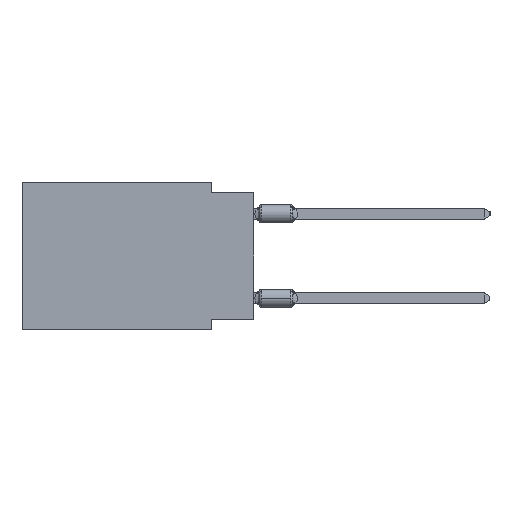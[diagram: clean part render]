
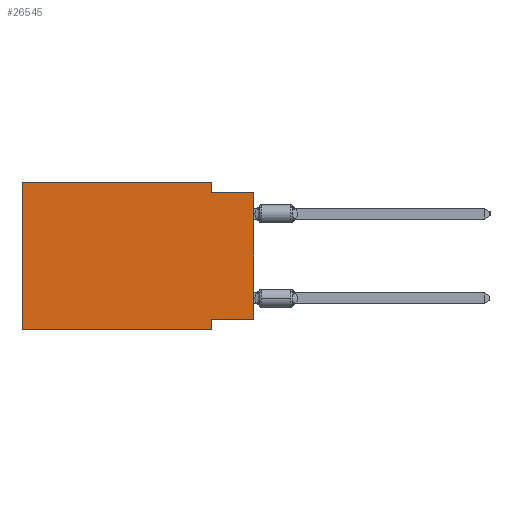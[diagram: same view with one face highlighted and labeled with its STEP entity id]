
A CAD part, left-side view. The second image highlights one B-rep face of the part: STEP entity #26545.
In plain terms, the highlighted planar face has unit normal (-1, 0, 0).
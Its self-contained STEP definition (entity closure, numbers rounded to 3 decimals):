
#357 = LINE ( 'NONE', #27726, #10935 ) ;
#605 = CARTESIAN_POINT ( 'NONE',  ( 0., 2.54, 0. ) ) ;
#609 = LINE ( 'NONE', #32647, #12526 ) ;
#822 = CARTESIAN_POINT ( 'NONE',  ( 0., 13.97, 0. ) ) ;
#1693 = EDGE_CURVE ( 'NONE', #9330, #48992, #30087, .T. ) ;
#1981 = EDGE_CURVE ( 'NONE', #8756, #9330, #40175, .T. ) ;
#2686 = CARTESIAN_POINT ( 'NONE',  ( 0., 0., -8.255 ) ) ;
#4662 = VECTOR ( 'NONE', #37262, 1000. ) ;
#6529 = FACE_OUTER_BOUND ( 'NONE', #15186, .T. ) ;
#7757 = DIRECTION ( 'NONE',  ( 0., 0., -1. ) ) ;
#8006 = CARTESIAN_POINT ( 'NONE',  ( 0., 2.54, -8.89 ) ) ;
#8166 = VERTEX_POINT ( 'NONE', #38409 ) ;
#8168 = DIRECTION ( 'NONE',  ( 0., -1., 0. ) ) ;
#8756 = VERTEX_POINT ( 'NONE', #47961 ) ;
#8851 = VECTOR ( 'NONE', #7757, 1000. ) ;
#9330 = VERTEX_POINT ( 'NONE', #51282 ) ;
#10702 = DIRECTION ( 'NONE',  ( 0., 0., -1. ) ) ;
#10935 = VECTOR ( 'NONE', #16242, 1000. ) ;
#11344 = LINE ( 'NONE', #30638, #27220 ) ;
#11654 = VECTOR ( 'NONE', #37877, 1000. ) ;
#12526 = VECTOR ( 'NONE', #8168, 1000. ) ;
#14612 = CARTESIAN_POINT ( 'NONE',  ( 0., 13.97, 0. ) ) ;
#15186 = EDGE_LOOP ( 'NONE', ( #23324, #33224, #33537, #40270, #35586, #23688, #31899, #23390 ) ) ;
#16242 = DIRECTION ( 'NONE',  ( 0., -1., 0. ) ) ;
#16718 = LINE ( 'NONE', #822, #4662 ) ;
#18886 = VERTEX_POINT ( 'NONE', #42150 ) ;
#23324 = ORIENTED_EDGE ( 'NONE', *, *, #25568, .T. ) ;
#23390 = ORIENTED_EDGE ( 'NONE', *, *, #38062, .F. ) ;
#23688 = ORIENTED_EDGE ( 'NONE', *, *, #44459, .T. ) ;
#24459 = EDGE_CURVE ( 'NONE', #38424, #18886, #16718, .T. ) ;
#25197 = EDGE_CURVE ( 'NONE', #8166, #40775, #31215, .T. ) ;
#25406 = CARTESIAN_POINT ( 'NONE',  ( 0., 0., -8.255 ) ) ;
#25568 = EDGE_CURVE ( 'NONE', #38782, #48992, #11344, .T. ) ;
#26191 = DIRECTION ( 'NONE',  ( 0., 1., 0. ) ) ;
#26545 = ADVANCED_FACE ( 'NONE', ( #6529 ), #50311, .F. ) ;
#27220 = VECTOR ( 'NONE', #51462, 1000. ) ;
#27726 = CARTESIAN_POINT ( 'NONE',  ( 0., 13.97, -8.89 ) ) ;
#30087 = LINE ( 'NONE', #33454, #11654 ) ;
#30638 = CARTESIAN_POINT ( 'NONE',  ( 0., 0., 0. ) ) ;
#31215 = LINE ( 'NONE', #8006, #8851 ) ;
#31899 = ORIENTED_EDGE ( 'NONE', *, *, #25197, .F. ) ;
#32126 = DIRECTION ( 'NONE',  ( 0., 0., -1. ) ) ;
#32647 = CARTESIAN_POINT ( 'NONE',  ( 0., 13.97, 0. ) ) ;
#33224 = ORIENTED_EDGE ( 'NONE', *, *, #1693, .F. ) ;
#33454 = CARTESIAN_POINT ( 'NONE',  ( 0., 0., -0.635 ) ) ;
#33537 = ORIENTED_EDGE ( 'NONE', *, *, #1981, .F. ) ;
#33986 = LINE ( 'NONE', #25406, #43244 ) ;
#35586 = ORIENTED_EDGE ( 'NONE', *, *, #24459, .F. ) ;
#37202 = EDGE_CURVE ( 'NONE', #18886, #8756, #609, .T. ) ;
#37262 = DIRECTION ( 'NONE',  ( 0., 0., 1. ) ) ;
#37877 = DIRECTION ( 'NONE',  ( 0., -1., 0. ) ) ;
#38062 = EDGE_CURVE ( 'NONE', #38782, #8166, #33986, .T. ) ;
#38409 = CARTESIAN_POINT ( 'NONE',  ( 0., 2.54, -8.255 ) ) ;
#38424 = VERTEX_POINT ( 'NONE', #50406 ) ;
#38782 = VERTEX_POINT ( 'NONE', #2686 ) ;
#40175 = LINE ( 'NONE', #605, #44913 ) ;
#40270 = ORIENTED_EDGE ( 'NONE', *, *, #37202, .F. ) ;
#40775 = VERTEX_POINT ( 'NONE', #42122 ) ;
#42122 = CARTESIAN_POINT ( 'NONE',  ( 0., 2.54, -8.89 ) ) ;
#42150 = CARTESIAN_POINT ( 'NONE',  ( 0., 13.97, 0. ) ) ;
#43244 = VECTOR ( 'NONE', #26191, 1000. ) ;
#44459 = EDGE_CURVE ( 'NONE', #38424, #40775, #357, .T. ) ;
#44913 = VECTOR ( 'NONE', #32126, 1000. ) ;
#46395 = DIRECTION ( 'NONE',  ( 1., 0., 0. ) ) ;
#46748 = CARTESIAN_POINT ( 'NONE',  ( 0., 0., -0.635 ) ) ;
#47286 = AXIS2_PLACEMENT_3D ( 'NONE', #14612, #46395, #10702 ) ;
#47961 = CARTESIAN_POINT ( 'NONE',  ( 0., 2.54, 0. ) ) ;
#48992 = VERTEX_POINT ( 'NONE', #46748 ) ;
#50311 = PLANE ( 'NONE',  #47286 ) ;
#50406 = CARTESIAN_POINT ( 'NONE',  ( 0., 13.97, -8.89 ) ) ;
#51282 = CARTESIAN_POINT ( 'NONE',  ( 0., 2.54, -0.635 ) ) ;
#51462 = DIRECTION ( 'NONE',  ( 0., 0., 1. ) ) ;
